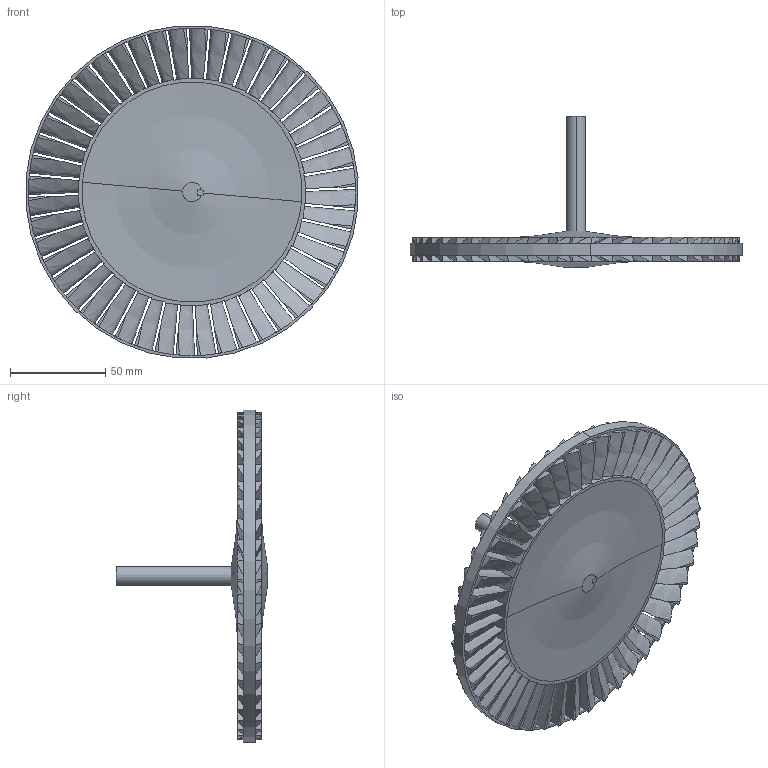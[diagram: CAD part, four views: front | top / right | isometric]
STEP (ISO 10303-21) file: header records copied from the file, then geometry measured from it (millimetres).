
FILE_DESCRIPTION (( 'STEP AP214' ), '1' );
FILE_NAME ('[TP] [Turb] Rotor42.STEP', '2024-05-07T05:32:09', ( '' ), ( '' ), 'SwSTEP 2.0', 'SolidWorks 2023', '' );
FILE_SCHEMA (( 'AUTOMOTIVE_DESIGN' ));
Length unit declared in the file: inch
Products named in the file (4): [TP] [Turb] Keyed Shaft - 7398K211_304_7398K211; [TP] [Turb] Key_98870A114; [TP] [Turb] Rotor42; [TP] [Turb] Blisk - Copy
Assembly tree (3 placements, depth 2):
  [TP] [Turb] Rotor42
    [TP] [Turb] Blisk - Copy
    [TP] [Turb] Keyed Shaft - 7398K211_304_7398K211
    [TP] [Turb] Key_98870A114
Bounding box: 174.45 x 79.38 x 174.45 mm (x, y, z)
Volume: 218790.7 mm3; surface area: 90871.9 mm2
Topology: 3 solids, 51 shells, 654 faces, 1842 edges, 1196 vertices
Faces by surface type: cylinder 344, plane 210, bspline 96, torus 4
Entity records: 26183 total; most frequent: CARTESIAN_POINT 10730, ORIENTED_EDGE 3684, DIRECTION 2700, EDGE_CURVE 1842, VERTEX_POINT 1196, AXIS2_PLACEMENT_3D 1070, EDGE_LOOP 658, ADVANCED_FACE 654
